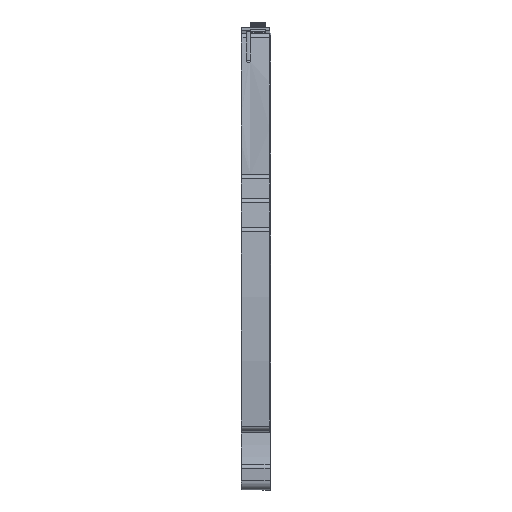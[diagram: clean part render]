
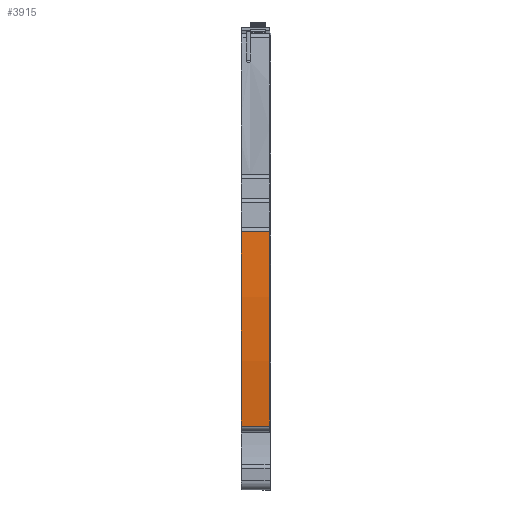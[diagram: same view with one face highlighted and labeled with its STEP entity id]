
A CAD part, front view. The second image highlights one B-rep face of the part: STEP entity #3915.
In plain terms, the highlighted cylindrical face has radius 202 mm (diameter 404 mm), a partial arc.
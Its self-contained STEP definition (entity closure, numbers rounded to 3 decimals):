
#3888=AXIS2_PLACEMENT_3D('Cylinder Axis2P3D',#3885,#3886,#3887) ;
#3901=AXIS2_PLACEMENT_3D('Circle Axis2P3D',#3899,#3900,$) ;
#3906=AXIS2_PLACEMENT_3D('Circle Axis2P3D',#3904,#3905,$) ;
#224=CARTESIAN_POINT('Vertex',(0.,0.609,53.828)) ;
#227=CARTESIAN_POINT('Line Origine',(1.94,0.609,53.828)) ;
#231=CARTESIAN_POINT('Vertex',(5.95,0.609,53.828)) ;
#3885=CARTESIAN_POINT('Axis2P3D Location',(2.55,202.,38.15)) ;
#3890=CARTESIAN_POINT('Line Origine',(2.55,1.531,13.327)) ;
#3894=CARTESIAN_POINT('Vertex',(5.95,1.531,13.327)) ;
#3896=CARTESIAN_POINT('Vertex',(0.,1.531,13.327)) ;
#3899=CARTESIAN_POINT('Axis2P3D Location',(5.95,202.,38.15)) ;
#3904=CARTESIAN_POINT('Axis2P3D Location',(0.,202.,38.15)) ;
#228=DIRECTION('Vector Direction',(1.,0.,0.)) ;
#3886=DIRECTION('Axis2P3D Direction',(1.,0.,0.)) ;
#3887=DIRECTION('Axis2P3D XDirection',(0.,-0.997,0.082)) ;
#3891=DIRECTION('Vector Direction',(1.,0.,0.)) ;
#3900=DIRECTION('Axis2P3D Direction',(1.,0.,0.)) ;
#3905=DIRECTION('Axis2P3D Direction',(1.,0.,0.)) ;
#229=VECTOR('Line Direction',#228,1.) ;
#3892=VECTOR('Line Direction',#3891,1.) ;
#3910=ORIENTED_EDGE('',*,*,#3898,.F.) ;
#3911=ORIENTED_EDGE('',*,*,#3903,.F.) ;
#3912=ORIENTED_EDGE('',*,*,#233,.T.) ;
#3913=ORIENTED_EDGE('',*,*,#3908,.T.) ;
#3915=ADVANCED_FACE('KLEMME',(#3914),#3889,.T.) ;
#3902=CIRCLE('generated circle',#3901,202.) ;
#3907=CIRCLE('generated circle',#3906,202.) ;
#3889=CYLINDRICAL_SURFACE('generated cylinder',#3888,202.) ;
#233=EDGE_CURVE('',#232,#225,#230,.F.) ;
#3898=EDGE_CURVE('',#3895,#3897,#3893,.F.) ;
#3903=EDGE_CURVE('',#232,#3895,#3902,.T.) ;
#3908=EDGE_CURVE('',#225,#3897,#3907,.T.) ;
#3909=EDGE_LOOP('',(#3910,#3911,#3912,#3913)) ;
#3914=FACE_OUTER_BOUND('',#3909,.T.) ;
#230=LINE('Line',#227,#229) ;
#3893=LINE('Line',#3890,#3892) ;
#225=VERTEX_POINT('',#224) ;
#232=VERTEX_POINT('',#231) ;
#3895=VERTEX_POINT('',#3894) ;
#3897=VERTEX_POINT('',#3896) ;
